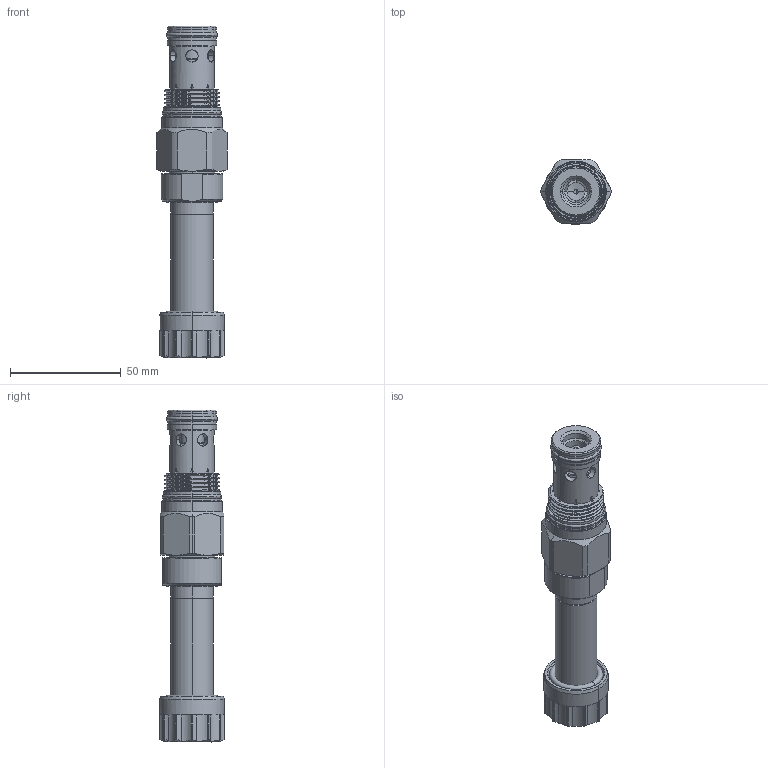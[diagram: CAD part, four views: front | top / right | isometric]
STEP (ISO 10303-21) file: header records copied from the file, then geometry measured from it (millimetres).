
FILE_DESCRIPTION (( 'STEP AP203' ), '1' );
FILE_NAME ('PEV5A2D09-N-0800.STEP', '2020-03-20T00:19:10', ( '' ), ( '' ), 'SwSTEP 2.0', 'SolidWorks 2018', '' );
FILE_SCHEMA (( 'CONFIG_CONTROL_DESIGN' ));
Length unit declared in the file: millimetre
Products named in the file (1): PEV5A2D09-N-0800
Bounding box: 31.6 x 29.2 x 149.67 mm (x, y, z)
Volume: 63043.8 mm3; surface area: 23827.2 mm2
Topology: 9 solids, 10 shells, 482 faces, 1237 edges, 786 vertices
Faces by surface type: cylinder 202, plane 142, cone 87, torus 38, bspline 13
Entity records: 19293 total; most frequent: CARTESIAN_POINT 7939, ORIENTED_EDGE 2458, DIRECTION 2262, EDGE_CURVE 1229, AXIS2_PLACEMENT_3D 882, VERTEX_POINT 786, EDGE_LOOP 531, VECTOR 498
